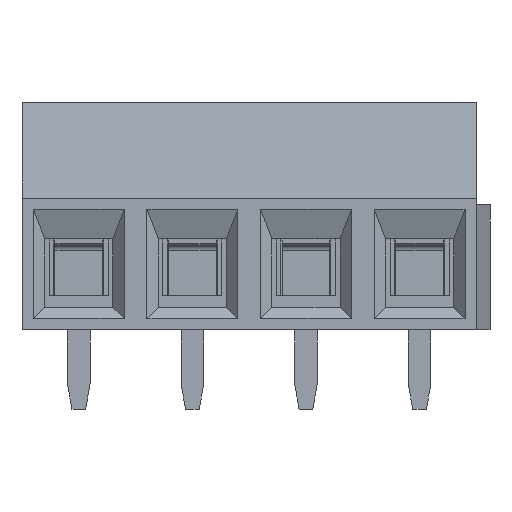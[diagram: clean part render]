
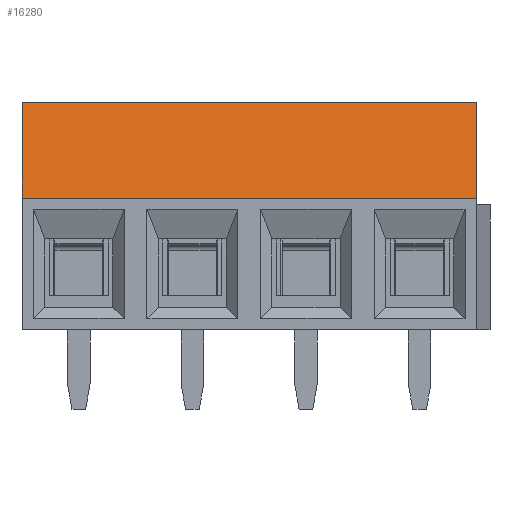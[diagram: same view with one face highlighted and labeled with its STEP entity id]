
A CAD part, front view. The second image highlights one B-rep face of the part: STEP entity #16280.
In plain terms, the highlighted planar face has unit normal (0, -0.978, 0.208).
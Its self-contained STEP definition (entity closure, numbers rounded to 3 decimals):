
#137 = VERTEX_POINT ( 'NONE', #22580 ) ;
#639 = DIRECTION ( 'NONE',  ( 1., 0., 0. ) ) ;
#1518 = VECTOR ( 'NONE', #11860, 1000. ) ;
#1949 = ORIENTED_EDGE ( 'NONE', *, *, #13220, .F. ) ;
#2173 = CARTESIAN_POINT ( 'NONE',  ( -10., -3.5, 5.8 ) ) ;
#3031 = CARTESIAN_POINT ( 'NONE',  ( -10., -3.5, 5.8 ) ) ;
#4609 = DIRECTION ( 'NONE',  ( 0., -0.208, -0.978 ) ) ;
#4772 = CARTESIAN_POINT ( 'NONE',  ( 5., -3.5, 5.8 ) ) ;
#5218 = VECTOR ( 'NONE', #10961, 1000. ) ;
#6498 = VERTEX_POINT ( 'NONE', #23583 ) ;
#6556 = EDGE_CURVE ( 'NONE', #137, #6498, #27124, .T. ) ;
#7192 = VERTEX_POINT ( 'NONE', #2173 ) ;
#8815 = CARTESIAN_POINT ( 'NONE',  ( 5., -3.5, 5.8 ) ) ;
#10766 = LINE ( 'NONE', #32614, #32620 ) ;
#10961 = DIRECTION ( 'NONE',  ( 0., 0.208, 0.978 ) ) ;
#11860 = DIRECTION ( 'NONE',  ( 1., 0., 0. ) ) ;
#12798 = VECTOR ( 'NONE', #27520, 1000. ) ;
#13220 = EDGE_CURVE ( 'NONE', #26060, #6498, #10766, .T. ) ;
#14617 = DIRECTION ( 'NONE',  ( 0., 0.978, -0.208 ) ) ;
#16280 = ADVANCED_FACE ( 'NONE', ( #18237 ), #25230, .F. ) ;
#16773 = ORIENTED_EDGE ( 'NONE', *, *, #23444, .T. ) ;
#18237 = FACE_OUTER_BOUND ( 'NONE', #33411, .T. ) ;
#19898 = ORIENTED_EDGE ( 'NONE', *, *, #6556, .T. ) ;
#20876 = EDGE_CURVE ( 'NONE', #7192, #26060, #27344, .T. ) ;
#22580 = CARTESIAN_POINT ( 'NONE',  ( 10., -3.5, 5.8 ) ) ;
#23444 = EDGE_CURVE ( 'NONE', #7192, #137, #33174, .T. ) ;
#23583 = CARTESIAN_POINT ( 'NONE',  ( 10., -2.607, 10. ) ) ;
#24792 = CARTESIAN_POINT ( 'NONE',  ( 10., -3.5, 5.8 ) ) ;
#25230 = PLANE ( 'NONE',  #35104 ) ;
#26060 = VERTEX_POINT ( 'NONE', #33624 ) ;
#27124 = LINE ( 'NONE', #24792, #5218 ) ;
#27344 = LINE ( 'NONE', #3031, #12798 ) ;
#27520 = DIRECTION ( 'NONE',  ( 0., 0.208, 0.978 ) ) ;
#30054 = ORIENTED_EDGE ( 'NONE', *, *, #20876, .F. ) ;
#32614 = CARTESIAN_POINT ( 'NONE',  ( 5., -2.607, 10. ) ) ;
#32620 = VECTOR ( 'NONE', #639, 1000. ) ;
#33174 = LINE ( 'NONE', #8815, #1518 ) ;
#33411 = EDGE_LOOP ( 'NONE', ( #19898, #1949, #30054, #16773 ) ) ;
#33624 = CARTESIAN_POINT ( 'NONE',  ( -10., -2.607, 10. ) ) ;
#35104 = AXIS2_PLACEMENT_3D ( 'NONE', #4772, #14617, #4609 ) ;
